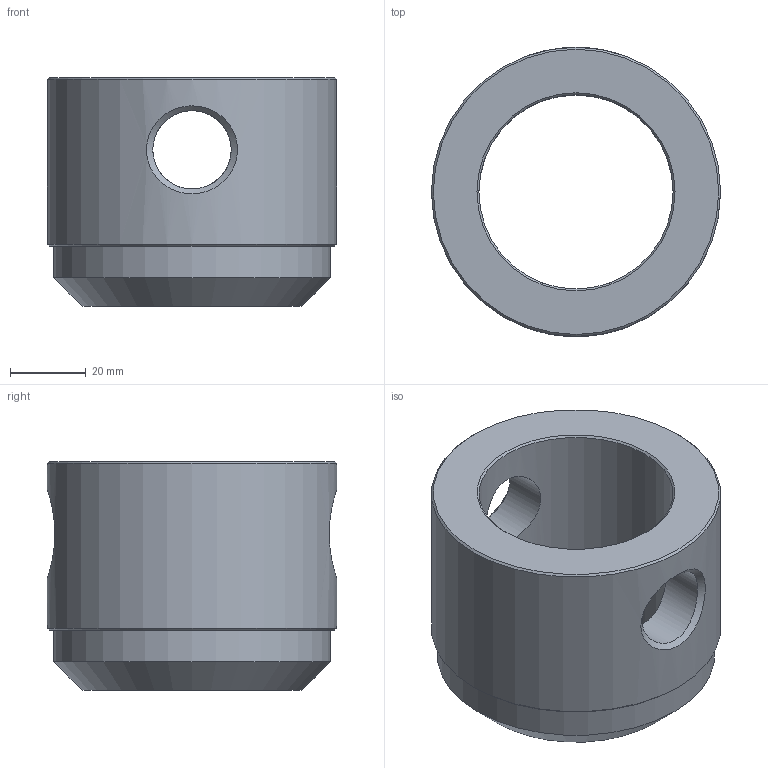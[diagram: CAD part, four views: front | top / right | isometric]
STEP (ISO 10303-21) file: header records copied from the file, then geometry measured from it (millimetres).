
FILE_DESCRIPTION(/* description */ ('STEP AP214','CAx-IF Rec.Pracs.---User Defined Attributes---1.5---2016-08-15'),/* implementation_level */ '2;1');
FILE_NAME(/* name */ '6956945d7013538cf52610c3',/* time_stamp */ '2026-01-01T15:35:57Z',/* author */ (''),/* organization */ (''),/* preprocessor_version */ 'ST-DEVELOPER v20',/* originating_system */ 'ONSHAPE BY PTC INC, 1.208',/* authorisation */ ' ');
FILE_SCHEMA (('AUTOMOTIVE_DESIGN {1 0 10303 214 3 1 1}'));
Length unit declared in the file: metre
Products named in the file (1): PRT-000374
Bounding box: 76.2 x 76.2 x 60.33 mm (x, y, z)
Volume: 130156 mm3; surface area: 27827.4 mm2
Topology: 1 solids, 1 shells, 15 faces, 31 edges, 19 vertices
Faces by surface type: cylinder 5, cone 5, plane 3, bspline 2
Full cylindrical faces by diameter (mm): 20.637 x2, 51.181 x1, 73.025 x1, 76.2 x1
Entity records: 850 total; most frequent: CARTESIAN_POINT 558, DIRECTION 50, ORIENTED_EDGE 34, EDGE_LOOP 34, FACE_BOUND 34, AXIS2_PLACEMENT_3D 25, EDGE_CURVE 17, VERTEX_POINT 17
